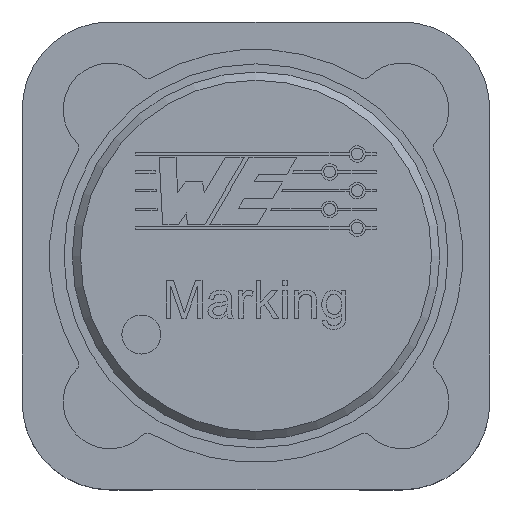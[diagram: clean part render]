
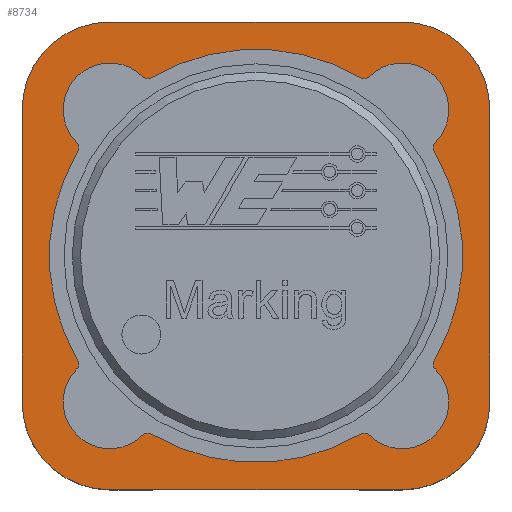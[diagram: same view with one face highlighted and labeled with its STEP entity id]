
A CAD part, top view. The second image highlights one B-rep face of the part: STEP entity #8734.
In plain terms, the highlighted planar face has unit normal (0, 0, 1).
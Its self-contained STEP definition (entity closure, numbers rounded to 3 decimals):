
#421=LINE('',#14003,#1085);
#430=LINE('',#14031,#1094);
#442=LINE('',#14078,#1106);
#448=LINE('',#14089,#1112);
#1085=VECTOR('',#10212,1000.);
#1094=VECTOR('',#10235,1000.);
#1106=VECTOR('',#10281,1000.);
#1112=VECTOR('',#10289,1000.);
#2713=ORIENTED_EDGE('',*,*,#4462,.F.);
#2714=ORIENTED_EDGE('',*,*,#4479,.T.);
#2715=ORIENTED_EDGE('',*,*,#4480,.T.);
#2716=ORIENTED_EDGE('',*,*,#4481,.T.);
#2717=ORIENTED_EDGE('',*,*,#4456,.F.);
#2718=ORIENTED_EDGE('',*,*,#4482,.T.);
#2719=ORIENTED_EDGE('',*,*,#4483,.F.);
#2720=ORIENTED_EDGE('',*,*,#4484,.T.);
#2721=ORIENTED_EDGE('',*,*,#4434,.F.);
#2722=ORIENTED_EDGE('',*,*,#4485,.T.);
#2723=ORIENTED_EDGE('',*,*,#4486,.T.);
#2724=ORIENTED_EDGE('',*,*,#4487,.T.);
#2725=ORIENTED_EDGE('',*,*,#4422,.F.);
#2726=ORIENTED_EDGE('',*,*,#4488,.T.);
#2727=ORIENTED_EDGE('',*,*,#4489,.F.);
#2728=ORIENTED_EDGE('',*,*,#4490,.T.);
#2729=ORIENTED_EDGE('',*,*,#4431,.T.);
#2730=ORIENTED_EDGE('',*,*,#4491,.T.);
#2731=ORIENTED_EDGE('',*,*,#4445,.T.);
#2732=ORIENTED_EDGE('',*,*,#4492,.T.);
#2733=ORIENTED_EDGE('',*,*,#4476,.T.);
#2734=ORIENTED_EDGE('',*,*,#4493,.T.);
#2735=ORIENTED_EDGE('',*,*,#4470,.T.);
#2736=ORIENTED_EDGE('',*,*,#4494,.T.);
#4422=EDGE_CURVE('',#5393,#5394,#5837,.T.);
#4431=EDGE_CURVE('',#5400,#5399,#421,.T.);
#4434=EDGE_CURVE('',#5401,#5402,#5839,.T.);
#4445=EDGE_CURVE('',#5412,#5411,#430,.T.);
#4456=EDGE_CURVE('',#5419,#5420,#5847,.T.);
#4462=EDGE_CURVE('',#5423,#5424,#5849,.T.);
#4470=EDGE_CURVE('',#5430,#5429,#442,.T.);
#4476=EDGE_CURVE('',#5434,#5433,#448,.T.);
#4479=EDGE_CURVE('',#5423,#5435,#5851,.T.);
#4480=EDGE_CURVE('',#5435,#5436,#5852,.F.);
#4481=EDGE_CURVE('',#5436,#5420,#5853,.T.);
#4482=EDGE_CURVE('',#5419,#5437,#5854,.T.);
#4483=EDGE_CURVE('',#5438,#5437,#5855,.T.);
#4484=EDGE_CURVE('',#5438,#5402,#5856,.T.);
#4485=EDGE_CURVE('',#5401,#5439,#5857,.T.);
#4486=EDGE_CURVE('',#5439,#5440,#5858,.F.);
#4487=EDGE_CURVE('',#5440,#5394,#5859,.T.);
#4488=EDGE_CURVE('',#5393,#5441,#5860,.T.);
#4489=EDGE_CURVE('',#5442,#5441,#5861,.T.);
#4490=EDGE_CURVE('',#5442,#5424,#5862,.T.);
#4491=EDGE_CURVE('',#5399,#5412,#5863,.T.);
#4492=EDGE_CURVE('',#5411,#5434,#5864,.T.);
#4493=EDGE_CURVE('',#5433,#5430,#5865,.T.);
#4494=EDGE_CURVE('',#5429,#5400,#5866,.T.);
#5393=VERTEX_POINT('',#13986);
#5394=VERTEX_POINT('',#13988);
#5399=VERTEX_POINT('',#14002);
#5400=VERTEX_POINT('',#14004);
#5401=VERTEX_POINT('',#14008);
#5402=VERTEX_POINT('',#14010);
#5411=VERTEX_POINT('',#14030);
#5412=VERTEX_POINT('',#14032);
#5419=VERTEX_POINT('',#14051);
#5420=VERTEX_POINT('',#14053);
#5423=VERTEX_POINT('',#14062);
#5424=VERTEX_POINT('',#14064);
#5429=VERTEX_POINT('',#14077);
#5430=VERTEX_POINT('',#14079);
#5433=VERTEX_POINT('',#14088);
#5434=VERTEX_POINT('',#14090);
#5435=VERTEX_POINT('',#14095);
#5436=VERTEX_POINT('',#14097);
#5437=VERTEX_POINT('',#14100);
#5438=VERTEX_POINT('',#14102);
#5439=VERTEX_POINT('',#14105);
#5440=VERTEX_POINT('',#14107);
#5441=VERTEX_POINT('',#14110);
#5442=VERTEX_POINT('',#14112);
#5837=CIRCLE('',#9163,5.3);
#5839=CIRCLE('',#9169,5.3);
#5847=CIRCLE('',#9182,5.3);
#5849=CIRCLE('',#9187,5.3);
#5851=CIRCLE('',#9194,0.18);
#5852=CIRCLE('',#9195,1.2);
#5853=CIRCLE('',#9196,0.18);
#5854=CIRCLE('',#9197,0.18);
#5855=CIRCLE('',#9198,1.2);
#5856=CIRCLE('',#9199,0.18);
#5857=CIRCLE('',#9200,0.18);
#5858=CIRCLE('',#9201,1.2);
#5859=CIRCLE('',#9202,0.18);
#5860=CIRCLE('',#9203,0.18);
#5861=CIRCLE('',#9204,1.2);
#5862=CIRCLE('',#9205,0.18);
#5863=CIRCLE('',#9206,2.25);
#5864=CIRCLE('',#9207,2.25);
#5865=CIRCLE('',#9208,2.25);
#5866=CIRCLE('',#9209,2.25);
#6267=EDGE_LOOP('',(#2713,#2714,#2715,#2716,#2717,#2718,#2719,#2720,#2721,
#2722,#2723,#2724,#2725,#2726,#2727,#2728));
#6268=EDGE_LOOP('',(#2729,#2730,#2731,#2732,#2733,#2734,#2735,#2736));
#6731=FACE_BOUND('',#6267,.T.);
#6732=FACE_BOUND('',#6268,.T.);
#7112=PLANE('',#9193);
#8734=ADVANCED_FACE('',(#6731,#6732),#7112,.T.);
#9163=AXIS2_PLACEMENT_3D('',#13987,#10197,#10198);
#9169=AXIS2_PLACEMENT_3D('',#14009,#10217,#10218);
#9182=AXIS2_PLACEMENT_3D('',#14052,#10255,#10256);
#9187=AXIS2_PLACEMENT_3D('',#14063,#10267,#10268);
#9193=AXIS2_PLACEMENT_3D('',#14093,#10292,#10293);
#9194=AXIS2_PLACEMENT_3D('',#14094,#10294,#10295);
#9195=AXIS2_PLACEMENT_3D('',#14096,#10296,#10297);
#9196=AXIS2_PLACEMENT_3D('',#14098,#10298,#10299);
#9197=AXIS2_PLACEMENT_3D('',#14099,#10300,#10301);
#9198=AXIS2_PLACEMENT_3D('',#14101,#10302,#10303);
#9199=AXIS2_PLACEMENT_3D('',#14103,#10304,#10305);
#9200=AXIS2_PLACEMENT_3D('',#14104,#10306,#10307);
#9201=AXIS2_PLACEMENT_3D('',#14106,#10308,#10309);
#9202=AXIS2_PLACEMENT_3D('',#14108,#10310,#10311);
#9203=AXIS2_PLACEMENT_3D('',#14109,#10312,#10313);
#9204=AXIS2_PLACEMENT_3D('',#14111,#10314,#10315);
#9205=AXIS2_PLACEMENT_3D('',#14113,#10316,#10317);
#9206=AXIS2_PLACEMENT_3D('',#14114,#10318,#10319);
#9207=AXIS2_PLACEMENT_3D('',#14115,#10320,#10321);
#9208=AXIS2_PLACEMENT_3D('',#14116,#10322,#10323);
#9209=AXIS2_PLACEMENT_3D('',#14117,#10324,#10325);
#10197=DIRECTION('',(0.,0.,1.));
#10198=DIRECTION('',(1.,0.,0.));
#10212=DIRECTION('',(1.,0.,0.));
#10217=DIRECTION('',(0.,0.,1.));
#10218=DIRECTION('',(1.,0.,0.));
#10235=DIRECTION('',(0.,1.,0.));
#10255=DIRECTION('',(0.,0.,1.));
#10256=DIRECTION('',(1.,0.,0.));
#10267=DIRECTION('',(0.,0.,1.));
#10268=DIRECTION('',(1.,0.,0.));
#10281=DIRECTION('',(0.,-1.,0.));
#10289=DIRECTION('',(-1.,0.,0.));
#10292=DIRECTION('',(0.,0.,1.));
#10293=DIRECTION('',(1.,0.,0.));
#10294=DIRECTION('',(0.,0.,1.));
#10295=DIRECTION('',(1.,0.,0.));
#10296=DIRECTION('',(0.,0.,1.));
#10297=DIRECTION('',(1.,0.,0.));
#10298=DIRECTION('',(0.,0.,1.));
#10299=DIRECTION('',(1.,0.,0.));
#10300=DIRECTION('',(0.,0.,1.));
#10301=DIRECTION('',(1.,0.,0.));
#10302=DIRECTION('',(0.,0.,1.));
#10303=DIRECTION('',(1.,0.,0.));
#10304=DIRECTION('',(0.,0.,1.));
#10305=DIRECTION('',(1.,0.,0.));
#10306=DIRECTION('',(0.,0.,1.));
#10307=DIRECTION('',(1.,0.,0.));
#10308=DIRECTION('',(0.,0.,1.));
#10309=DIRECTION('',(1.,0.,0.));
#10310=DIRECTION('',(0.,0.,1.));
#10311=DIRECTION('',(1.,0.,0.));
#10312=DIRECTION('',(0.,0.,1.));
#10313=DIRECTION('',(1.,0.,0.));
#10314=DIRECTION('',(0.,0.,1.));
#10315=DIRECTION('',(1.,0.,0.));
#10316=DIRECTION('',(0.,0.,1.));
#10317=DIRECTION('',(1.,0.,0.));
#10318=DIRECTION('',(0.,0.,1.));
#10319=DIRECTION('',(1.,0.,0.));
#10320=DIRECTION('',(0.,0.,1.));
#10321=DIRECTION('',(1.,0.,0.));
#10322=DIRECTION('',(0.,0.,1.));
#10323=DIRECTION('',(1.,0.,0.));
#10324=DIRECTION('',(0.,0.,1.));
#10325=DIRECTION('',(1.,0.,0.));
#13986=CARTESIAN_POINT('',(-2.683,-4.571,3.5));
#13987=CARTESIAN_POINT('',(0.,0.,3.5));
#13988=CARTESIAN_POINT('',(2.683,-4.571,3.5));
#14002=CARTESIAN_POINT('',(3.75,-6.,3.5));
#14003=CARTESIAN_POINT('',(-6.,-6.,3.5));
#14004=CARTESIAN_POINT('',(-3.75,-6.,3.5));
#14008=CARTESIAN_POINT('',(4.571,-2.683,3.5));
#14009=CARTESIAN_POINT('',(0.,0.,3.5));
#14010=CARTESIAN_POINT('',(4.571,2.683,3.5));
#14030=CARTESIAN_POINT('',(6.,3.75,3.5));
#14031=CARTESIAN_POINT('',(6.,-6.,3.5));
#14032=CARTESIAN_POINT('',(6.,-3.75,3.5));
#14051=CARTESIAN_POINT('',(2.683,4.571,3.5));
#14052=CARTESIAN_POINT('',(0.,0.,3.5));
#14053=CARTESIAN_POINT('',(-2.683,4.571,3.5));
#14062=CARTESIAN_POINT('',(-4.571,2.683,3.5));
#14063=CARTESIAN_POINT('',(0.,0.,3.5));
#14064=CARTESIAN_POINT('',(-4.571,-2.683,3.5));
#14077=CARTESIAN_POINT('',(-6.,-3.75,3.5));
#14078=CARTESIAN_POINT('',(-6.,6.,3.5));
#14079=CARTESIAN_POINT('',(-6.,3.75,3.5));
#14088=CARTESIAN_POINT('',(-3.75,6.,3.5));
#14089=CARTESIAN_POINT('',(6.,6.,3.5));
#14090=CARTESIAN_POINT('',(3.75,6.,3.5));
#14093=CARTESIAN_POINT('',(0.,0.,3.5));
#14094=CARTESIAN_POINT('',(-4.726,2.774,3.5));
#14095=CARTESIAN_POINT('',(-4.598,2.901,3.5));
#14096=CARTESIAN_POINT('',(-3.748,3.748,3.5));
#14097=CARTESIAN_POINT('',(-2.901,4.598,3.5));
#14098=CARTESIAN_POINT('',(-2.774,4.726,3.5));
#14099=CARTESIAN_POINT('',(2.774,4.726,3.5));
#14100=CARTESIAN_POINT('',(2.901,4.598,3.5));
#14101=CARTESIAN_POINT('',(3.748,3.748,3.5));
#14102=CARTESIAN_POINT('',(4.598,2.901,3.5));
#14103=CARTESIAN_POINT('',(4.726,2.774,3.5));
#14104=CARTESIAN_POINT('',(4.726,-2.774,3.5));
#14105=CARTESIAN_POINT('',(4.598,-2.901,3.5));
#14106=CARTESIAN_POINT('',(3.748,-3.748,3.5));
#14107=CARTESIAN_POINT('',(2.901,-4.598,3.5));
#14108=CARTESIAN_POINT('',(2.774,-4.726,3.5));
#14109=CARTESIAN_POINT('',(-2.774,-4.726,3.5));
#14110=CARTESIAN_POINT('',(-2.901,-4.598,3.5));
#14111=CARTESIAN_POINT('',(-3.748,-3.748,3.5));
#14112=CARTESIAN_POINT('',(-4.598,-2.901,3.5));
#14113=CARTESIAN_POINT('',(-4.726,-2.774,3.5));
#14114=CARTESIAN_POINT('',(3.75,-3.75,3.5));
#14115=CARTESIAN_POINT('',(3.75,3.75,3.5));
#14116=CARTESIAN_POINT('',(-3.75,3.75,3.5));
#14117=CARTESIAN_POINT('',(-3.75,-3.75,3.5));
